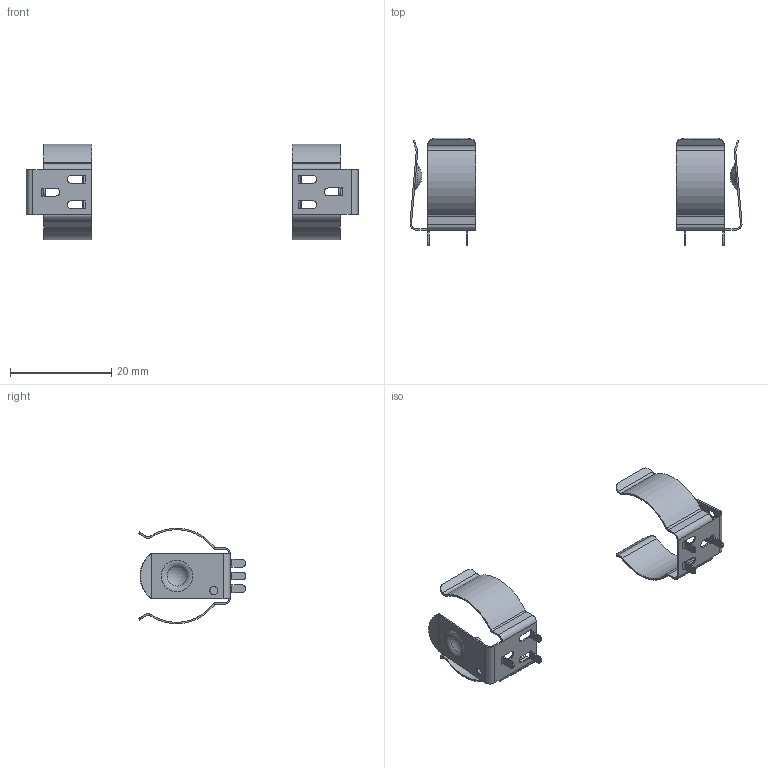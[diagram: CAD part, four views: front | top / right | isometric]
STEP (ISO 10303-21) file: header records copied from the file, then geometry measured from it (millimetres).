
FILE_DESCRIPTION(/* description */ (''),/* implementation_level */ '2;1');
FILE_NAME(/* name */ 'KEYSTONE 54 18650.step',/* time_stamp */ '2018-12-04T21:06:57+01:00',/* author */ ('specialized864'),/* organization */ (''),/* preprocessor_version */ 'ST-DEVELOPER v17.2',/* originating_system */ 'Autodesk Translation Framework v7.6.0.251',/* authorisation */ '');
FILE_SCHEMA (('AUTOMOTIVE_DESIGN { 1 0 10303 214 3 1 1 }'));
Length unit declared in the file: millimetre
Products named in the file (2): KEYSTONE 54 18650; KEYSTONE 54
Assembly tree (2 placements, depth 2):
  KEYSTONE 54 18650
    KEYSTONE 54  x2
Bounding box: 65.56 x 21.21 x 18.84 mm (x, y, z)
Volume: 395.2 mm3; surface area: 2718.5 mm2
Topology: 2 solids, 2 shells, 178 faces, 498 edges, 328 vertices
Faces by surface type: plane 90, cylinder 80, torus 4, sphere 4
Full cylindrical faces by diameter (mm): 1.575 x2
Entity records: 2971 total; most frequent: DIRECTION 527, CARTESIAN_POINT 506, ORIENTED_EDGE 498, EDGE_CURVE 249, AXIS2_PLACEMENT_3D 185, VERTEX_POINT 164, LINE 157, VECTOR 157
